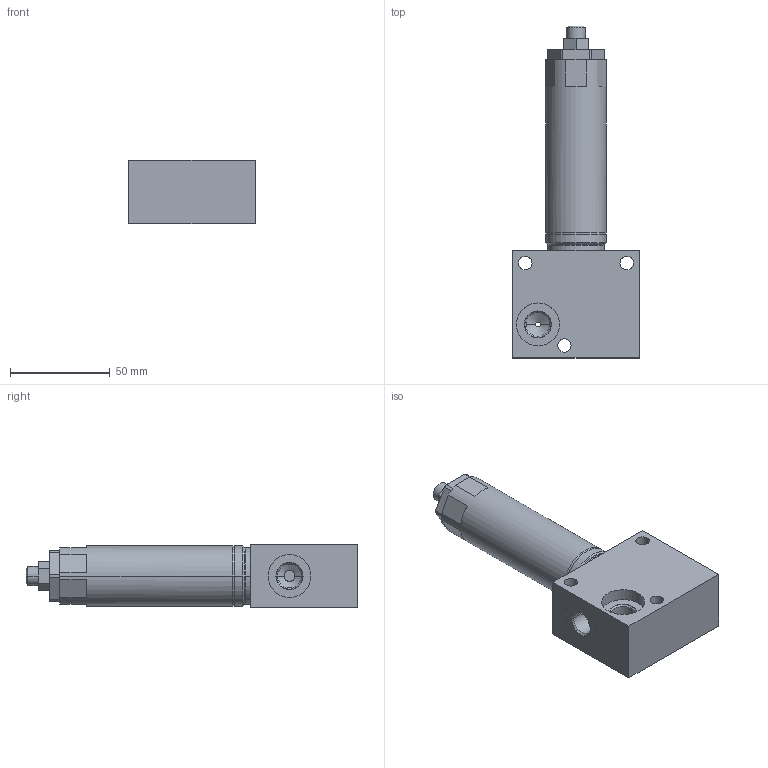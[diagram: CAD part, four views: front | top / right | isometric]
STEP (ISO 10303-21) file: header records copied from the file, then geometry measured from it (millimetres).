
FILE_DESCRIPTION((''),'2;1');
FILE_NAME('ILCM47054003','2013-03-25T',('dc'),(''),'PRO/ENGINEER BY PARAMETRIC TECHNOLOGY CORPORATION, 2007460','PRO/ENGINEER BY PARAMETRIC TECHNOLOGY CORPORATION, 2007460','');
FILE_SCHEMA(('AUTOMOTIVE_DESIGN_CC2 { 1 2 10303 214 -1 1 5 2 }'));
Length unit declared in the file: millimetre
Products named in the file (1): ILCM47054003
Bounding box: 63.5 x 166.27 x 31.75 mm (x, y, z)
Volume: 166505.4 mm3; surface area: 31081.7 mm2
Topology: 1 solids, 4 shells, 134 faces, 319 edges, 204 vertices
Faces by surface type: cylinder 58, plane 54, cone 18, torus 4
Entity records: 4112 total; most frequent: CARTESIAN_POINT 747, DIRECTION 723, ORIENTED_EDGE 626, EDGE_CURVE 319, AXIS2_PLACEMENT_3D 281, VERTEX_POINT 204, EDGE_LOOP 163, VECTOR 161
